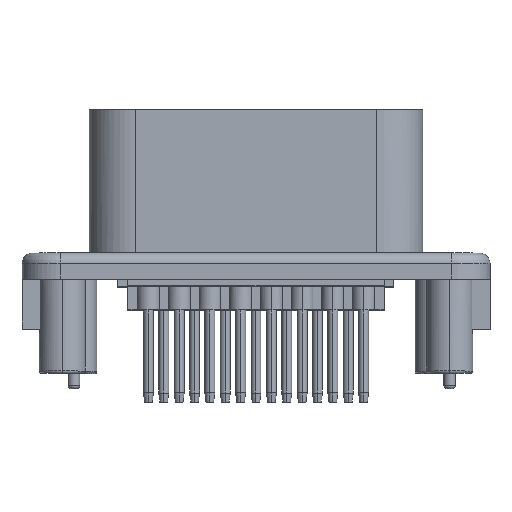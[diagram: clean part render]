
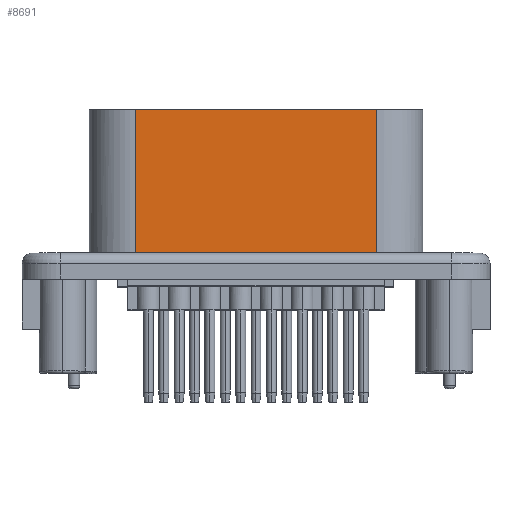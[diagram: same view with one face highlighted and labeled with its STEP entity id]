
A CAD part, top view. The second image highlights one B-rep face of the part: STEP entity #8691.
In plain terms, the highlighted planar face has unit normal (0, 0, 1).
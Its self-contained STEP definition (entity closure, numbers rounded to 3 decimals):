
#8097=CARTESIAN_POINT('',(36.448,72.926,87.717));
#8098=VERTEX_POINT('',#8097);
#8192=CARTESIAN_POINT('',(5.048,72.926,87.717));
#8193=VERTEX_POINT('',#8192);
#8212=CARTESIAN_POINT('',(5.048,72.926,87.717));
#8213=CARTESIAN_POINT('',(11.328,72.926,87.717));
#8214=CARTESIAN_POINT('',(17.608,72.926,87.717));
#8215=CARTESIAN_POINT('',(23.888,72.926,87.717));
#8216=CARTESIAN_POINT('',(30.168,72.926,87.717));
#8217=CARTESIAN_POINT('',(36.448,72.926,87.717));
#8218=B_SPLINE_CURVE_WITH_KNOTS('',5,(#8212,#8213,#8214,#8215,#8216,#8217),.UNSPECIFIED.,.F.,.U.,(6,6),(0.,31.4),.UNSPECIFIED.);
#8219=EDGE_CURVE('',#8193,#8098,#8218,.T.);
#8271=CARTESIAN_POINT('',(36.448,52.876,87.717));
#8272=VERTEX_POINT('',#8271);
#8273=CARTESIAN_POINT('',(36.448,72.926,87.717));
#8274=CARTESIAN_POINT('',(36.448,68.916,87.717));
#8275=CARTESIAN_POINT('',(36.448,64.906,87.717));
#8276=CARTESIAN_POINT('',(36.448,60.896,87.717));
#8277=CARTESIAN_POINT('',(36.448,56.886,87.717));
#8278=CARTESIAN_POINT('',(36.448,52.876,87.717));
#8279=B_SPLINE_CURVE_WITH_KNOTS('',5,(#8273,#8274,#8275,#8276,#8277,#8278),.UNSPECIFIED.,.F.,.U.,(6,6),(0.,20.05),.UNSPECIFIED.);
#8280=EDGE_CURVE('',#8098,#8272,#8279,.T.);
#8615=CARTESIAN_POINT('',(5.048,52.876,87.717));
#8616=VERTEX_POINT('',#8615);
#8629=CARTESIAN_POINT('',(5.048,52.876,87.717));
#8630=CARTESIAN_POINT('',(5.048,56.886,87.717));
#8631=CARTESIAN_POINT('',(5.048,60.896,87.717));
#8632=CARTESIAN_POINT('',(5.048,64.906,87.717));
#8633=CARTESIAN_POINT('',(5.048,68.916,87.717));
#8634=CARTESIAN_POINT('',(5.048,72.926,87.717));
#8635=B_SPLINE_CURVE_WITH_KNOTS('',5,(#8629,#8630,#8631,#8632,#8633,#8634),.UNSPECIFIED.,.F.,.U.,(6,6),(0.,20.05),.UNSPECIFIED.);
#8636=EDGE_CURVE('',#8616,#8193,#8635,.T.);
#8672=CARTESIAN_POINT('',(20.748,62.901,87.717));
#8673=DIRECTION('',(-1.,0.,0.));
#8674=DIRECTION('',(0.,0.,1.));
#8675=AXIS2_PLACEMENT_3D('',#8672,#8674,#8673);
#8676=PLANE('',#8675);
#8677=ORIENTED_EDGE('',*,*,#8280,.F.);
#8678=ORIENTED_EDGE('',*,*,#8219,.F.);
#8679=ORIENTED_EDGE('',*,*,#8636,.F.);
#8680=CARTESIAN_POINT('',(5.048,52.876,87.717));
#8681=CARTESIAN_POINT('',(11.328,52.876,87.717));
#8682=CARTESIAN_POINT('',(17.608,52.876,87.717));
#8683=CARTESIAN_POINT('',(23.888,52.876,87.717));
#8684=CARTESIAN_POINT('',(30.168,52.876,87.717));
#8685=CARTESIAN_POINT('',(36.448,52.876,87.717));
#8686=B_SPLINE_CURVE_WITH_KNOTS('',5,(#8680,#8681,#8682,#8683,#8684,#8685),.UNSPECIFIED.,.F.,.U.,(6,6),(0.,31.4),.UNSPECIFIED.);
#8687=EDGE_CURVE('',#8616,#8272,#8686,.T.);
#8688=ORIENTED_EDGE('',*,*,#8687,.T.);
#8689=EDGE_LOOP('',(#8677,#8678,#8679,#8688));
#8690=FACE_OUTER_BOUND('',#8689,.T.);
#8691=ADVANCED_FACE('',(#8690),#8676,.T.);
